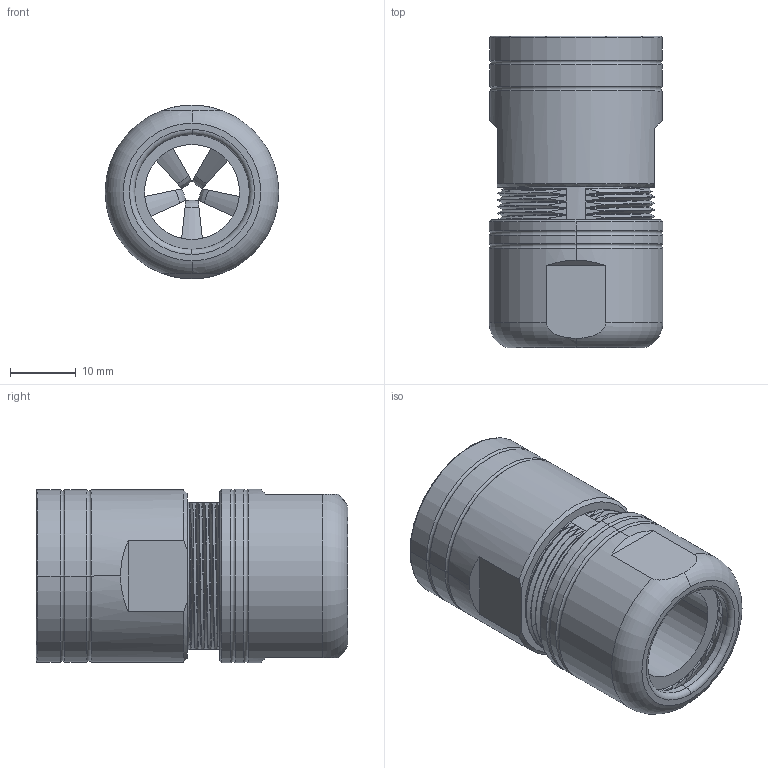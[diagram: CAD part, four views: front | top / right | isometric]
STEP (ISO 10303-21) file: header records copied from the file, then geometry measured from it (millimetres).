
FILE_DESCRIPTION((''),'2;1');
FILE_NAME('M0129','2015-10-26T',('drack.xie'),(''),'PRO/ENGINEER BY PARAMETRIC TECHNOLOGY CORPORATION, 2013230','PRO/ENGINEER BY PARAMETRIC TECHNOLOGY CORPORATION, 2013230','');
FILE_SCHEMA(('CONFIG_CONTROL_DESIGN'));
Length unit declared in the file: millimetre
Products named in the file (1): M0129
Bounding box: 26.5 x 47.5 x 26.5 mm (x, y, z)
Volume: 9038.8 mm3; surface area: 14148.8 mm2
Topology: 1 solids, 1 shells, 779 faces, 2261 edges, 1415 vertices
Faces by surface type: plane 253, bspline 234, cylinder 164, cone 84, torus 44
Entity records: 52741 total; most frequent: CARTESIAN_POINT 34277, ORIENTED_EDGE 4522, DIRECTION 2916, EDGE_CURVE 2261, VERTEX_POINT 1415, AXIS2_PLACEMENT_3D 1045, B_SPLINE_CURVE_WITH_KNOTS 935, VECTOR 826
